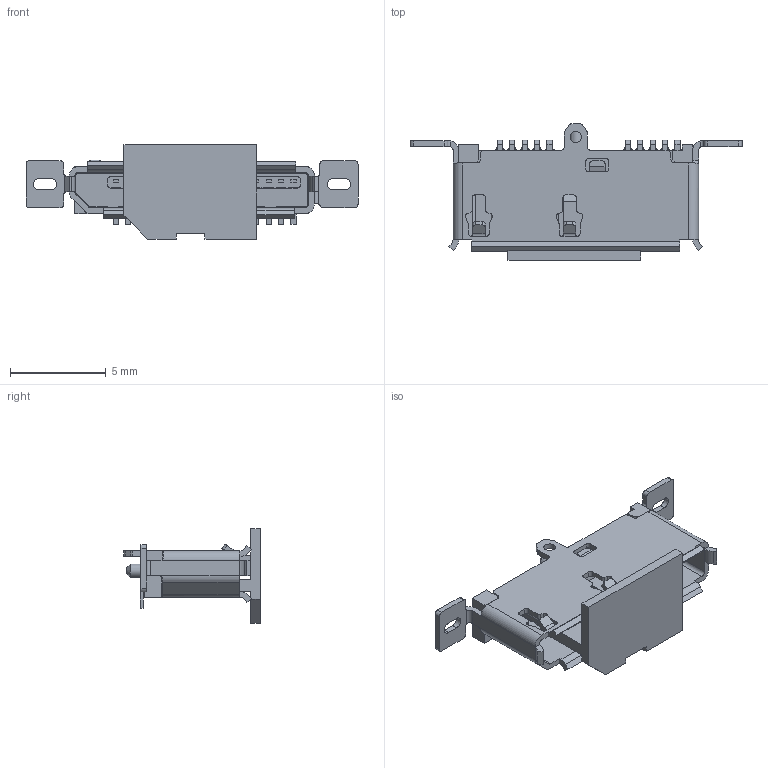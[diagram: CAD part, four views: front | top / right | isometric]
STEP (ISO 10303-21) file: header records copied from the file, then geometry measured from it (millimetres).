
FILE_DESCRIPTION(/* description */ ('Unknown'),/* implementation_level */ '2;1');
FILE_NAME(/* name */ '692622420101',/* time_stamp */ '2018-09-27T10:43:09+02:00',/* author */ ('Unknown'),/* organization */ ('Unknown'),/* preprocessor_version */ 'ST-DEVELOPER v16.7',/* originating_system */ 'DEX',/* authorisation */ $);
FILE_SCHEMA (('AUTOMOTIVE_DESIGN {1 0 10303 214 3 1 1}'));
Length unit declared in the file: millimetre
Products named in the file (5): 692622420101; 692622420101_Housing; 692622420101_Pin; 692622420101_Shielding; 692622420101_Cap
Assembly tree (13 placements, depth 2):
  692622420101
    692622420101_Housing
    692622420101_Pin  x10
    692622420101_Shielding
    692622420101_Cap
Bounding box: 17.38 x 7.15 x 4.95 mm (x, y, z)
Volume: 113.9 mm3; surface area: 699.7 mm2
Topology: 13 solids, 13 shells, 1000 faces, 2981 edges, 1961 vertices
Faces by surface type: plane 674, cylinder 316, cone 6, bspline 4
Full cylindrical faces by diameter (mm): 0.6 x1, 0.7 x1
Entity records: 26906 total; most frequent: CARTESIAN_POINT 4843, ORIENTED_EDGE 4764, DIRECTION 4413, EDGE_CURVE 2382, LINE 1891, VECTOR 1891, VERTEX_POINT 1563, AXIS2_PLACEMENT_3D 1261
